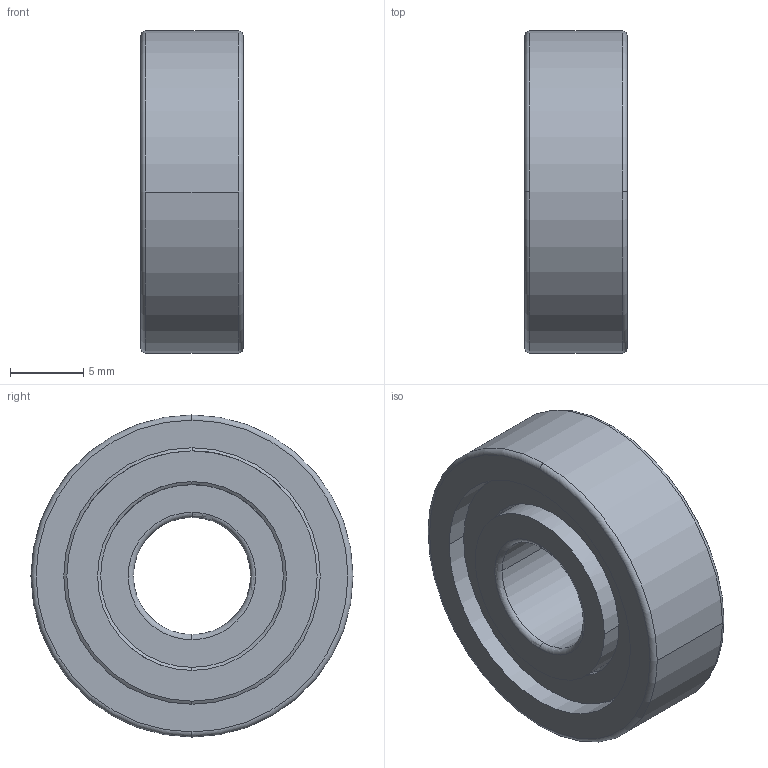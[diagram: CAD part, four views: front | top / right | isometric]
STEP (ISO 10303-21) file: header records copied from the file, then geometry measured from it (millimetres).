
FILE_DESCRIPTION(('CATIA V5 STEP Exchange'),'2;1');
FILE_NAME('bearing_608zz.stp','2021-01-06T15:00:06+00:00',('none'),('none'),'CATIA Version 5 Release 21 GA (IN-10)','CATIA V5 STEP AP203','none');
FILE_SCHEMA(('CONFIG_CONTROL_DESIGN'));
Length unit declared in the file: millimetre
Products named in the file (1): rod_608
Bounding box: 7 x 22 x 22 mm (x, y, z)
Volume: 1781.3 mm3; surface area: 1934.9 mm2
Topology: 1 solids, 1 shells, 56 faces, 515 edges, 452 vertices
Faces by surface type: torus 21, cylinder 16, sphere 14, plane 5
Entity records: 5547 total; most frequent: CARTESIAN_POINT 2418, ORIENTED_EDGE 1006, EDGE_CURVE 503, VERTEX_POINT 452, B_SPLINE_CURVE_WITH_KNOTS 396, DIRECTION 219, AXIS2_PLACEMENT_3D 148, CIRCLE 91
